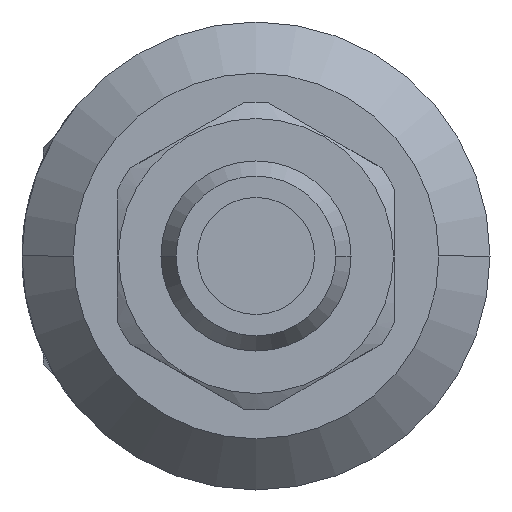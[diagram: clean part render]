
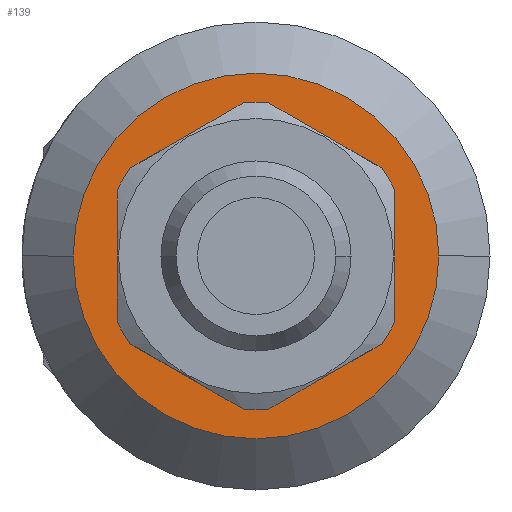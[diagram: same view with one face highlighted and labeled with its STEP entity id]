
A CAD part, left-side view. The second image highlights one B-rep face of the part: STEP entity #139.
In plain terms, the highlighted planar face has unit normal (-1, 0, 0).
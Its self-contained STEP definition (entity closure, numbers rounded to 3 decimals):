
#1 = VERTEX_POINT ( 'NONE', #1656 ) ;
#2 = VERTEX_POINT ( 'NONE', #1657 ) ;
#3 = VERTEX_POINT ( 'NONE', #1658 ) ;
#139 = ADVANCED_FACE ( 'NONE', ( #1156, #1157 ), #1822, .T. ) ;
#182 = VERTEX_POINT ( 'NONE', #349 ) ;
#196 = CIRCLE ( 'NONE', #199, 10. ) ;
#199 = AXIS2_PLACEMENT_3D ( 'NONE', #364, #365, #366 ) ;
#230 = EDGE_CURVE ( 'NONE', #3, #182, #196, .T. ) ;
#349 = CARTESIAN_POINT ( 'NONE',  ( -54., 2.046, 9.788 ) ) ;
#364 = CARTESIAN_POINT ( 'NONE',  ( -54., 0., 0. ) ) ;
#365 = DIRECTION ( 'NONE',  ( -1., 0., 0. ) ) ;
#366 = DIRECTION ( 'NONE',  ( 0., -1., 0. ) ) ;
#598 = EDGE_LOOP ( 'NONE', ( #877, #797, #796, #811, #884, #883, #765, #761, #766, #763, #757, #759 ) ) ;
#639 = EDGE_LOOP ( 'NONE', ( #882, #798 ) ) ;
#736 = VERTEX_POINT ( 'NONE', #2105 ) ;
#757 = ORIENTED_EDGE ( 'NONE', *, *, #1621, .F. ) ;
#759 = ORIENTED_EDGE ( 'NONE', *, *, #1609, .F. ) ;
#761 = ORIENTED_EDGE ( 'NONE', *, *, #230, .F. ) ;
#763 = ORIENTED_EDGE ( 'NONE', *, *, #1611, .F. ) ;
#765 = ORIENTED_EDGE ( 'NONE', *, *, #1623, .F. ) ;
#766 = ORIENTED_EDGE ( 'NONE', *, *, #1622, .F. ) ;
#796 = ORIENTED_EDGE ( 'NONE', *, *, #1629, .F. ) ;
#797 = ORIENTED_EDGE ( 'NONE', *, *, #1617, .F. ) ;
#798 = ORIENTED_EDGE ( 'NONE', *, *, #2340, .T. ) ;
#811 = ORIENTED_EDGE ( 'NONE', *, *, #1612, .F. ) ;
#815 = VERTEX_POINT ( 'NONE', #2135 ) ;
#877 = ORIENTED_EDGE ( 'NONE', *, *, #1624, .F. ) ;
#882 = ORIENTED_EDGE ( 'NONE', *, *, #2335, .T. ) ;
#883 = ORIENTED_EDGE ( 'NONE', *, *, #1594, .F. ) ;
#884 = ORIENTED_EDGE ( 'NONE', *, *, #1604, .F. ) ;
#888 = VERTEX_POINT ( 'NONE', #2148 ) ;
#889 = VERTEX_POINT ( 'NONE', #2149 ) ;
#890 = VERTEX_POINT ( 'NONE', #2150 ) ;
#891 = VERTEX_POINT ( 'NONE', #2151 ) ;
#892 = VERTEX_POINT ( 'NONE', #2152 ) ;
#895 = VERTEX_POINT ( 'NONE', #2155 ) ;
#896 = VERTEX_POINT ( 'NONE', #2156 ) ;
#1156 = FACE_OUTER_BOUND ( 'NONE', #639, .T. ) ;
#1157 = FACE_BOUND ( 'NONE', #598, .T. ) ;
#1241 = LINE ( 'NONE', #2241, #2000 ) ;
#1243 = LINE ( 'NONE', #2299, #2017 ) ;
#1244 = LINE ( 'NONE', #2301, #2018 ) ;
#1245 = LINE ( 'NONE', #2303, #2019 ) ;
#1246 = LINE ( 'NONE', #2305, #2020 ) ;
#1248 = LINE ( 'NONE', #2318, #2026 ) ;
#1294 = AXIS2_PLACEMENT_3D ( 'NONE', #1395, #1396, #1397 ) ;
#1301 = AXIS2_PLACEMENT_3D ( 'NONE', #1415, #1416, #1417 ) ;
#1343 = CARTESIAN_POINT ( 'NONE',  ( -54., -9.5, -3.122 ) ) ;
#1395 = CARTESIAN_POINT ( 'NONE',  ( -54., 0., 0. ) ) ;
#1396 = DIRECTION ( 'NONE',  ( -1., 0., 0. ) ) ;
#1397 = DIRECTION ( 'NONE',  ( 0., -1., 0. ) ) ;
#1415 = CARTESIAN_POINT ( 'NONE',  ( -54., 0., 0. ) ) ;
#1416 = DIRECTION ( 'NONE',  ( -1., 0., 0. ) ) ;
#1417 = DIRECTION ( 'NONE',  ( 0., -1., 0. ) ) ;
#1594 = EDGE_CURVE ( 'NONE', #895, #896, #1992, .T. ) ;
#1604 = EDGE_CURVE ( 'NONE', #896, #892, #1241, .T. ) ;
#1609 = EDGE_CURVE ( 'NONE', #888, #2324, #2005, .T. ) ;
#1611 = EDGE_CURVE ( 'NONE', #1, #2, #2002, .T. ) ;
#1612 = EDGE_CURVE ( 'NONE', #892, #891, #2009, .T. ) ;
#1617 = EDGE_CURVE ( 'NONE', #890, #889, #2007, .T. ) ;
#1621 = EDGE_CURVE ( 'NONE', #2324, #1, #1243, .T. ) ;
#1622 = EDGE_CURVE ( 'NONE', #2, #3, #1244, .T. ) ;
#1623 = EDGE_CURVE ( 'NONE', #182, #895, #1245, .T. ) ;
#1624 = EDGE_CURVE ( 'NONE', #889, #888, #1246, .T. ) ;
#1629 = EDGE_CURVE ( 'NONE', #891, #890, #1248, .T. ) ;
#1637 = AXIS2_PLACEMENT_3D ( 'NONE', #2193, #2194, #2195 ) ;
#1656 = CARTESIAN_POINT ( 'NONE',  ( -54., -9.5, 3.122 ) ) ;
#1657 = CARTESIAN_POINT ( 'NONE',  ( -54., -7.454, 6.666 ) ) ;
#1658 = CARTESIAN_POINT ( 'NONE',  ( -54., -2.046, 9.788 ) ) ;
#1822 = PLANE ( 'NONE',  #1938 ) ;
#1823 = CARTESIAN_POINT ( 'NONE',  ( -54., -12.5, 0. ) ) ;
#1824 = DIRECTION ( 'NONE',  ( -1., 0., 0. ) ) ;
#1825 = DIRECTION ( 'NONE',  ( 0., -1., 0. ) ) ;
#1938 = AXIS2_PLACEMENT_3D ( 'NONE', #1823, #1824, #1825 ) ;
#1992 = CIRCLE ( 'NONE', #1637, 10. ) ;
#2000 = VECTOR ( 'NONE', #2242, 1000. ) ;
#2002 = CIRCLE ( 'NONE', #2008, 10. ) ;
#2005 = CIRCLE ( 'NONE', #2006, 10. ) ;
#2006 = AXIS2_PLACEMENT_3D ( 'NONE', #2255, #2256, #2257 ) ;
#2007 = CIRCLE ( 'NONE', #2014, 10. ) ;
#2008 = AXIS2_PLACEMENT_3D ( 'NONE', #2262, #2263, #2264 ) ;
#2009 = CIRCLE ( 'NONE', #2010, 10. ) ;
#2010 = AXIS2_PLACEMENT_3D ( 'NONE', #2265, #2266, #2267 ) ;
#2014 = AXIS2_PLACEMENT_3D ( 'NONE', #2285, #2286, #2287 ) ;
#2017 = VECTOR ( 'NONE', #2300, 1000. ) ;
#2018 = VECTOR ( 'NONE', #2302, 1000. ) ;
#2019 = VECTOR ( 'NONE', #2304, 1000. ) ;
#2020 = VECTOR ( 'NONE', #2306, 1000. ) ;
#2026 = VECTOR ( 'NONE', #2319, 1000. ) ;
#2030 = CIRCLE ( 'NONE', #1294, 12.5 ) ;
#2041 = CIRCLE ( 'NONE', #1301, 12.5 ) ;
#2105 = CARTESIAN_POINT ( 'NONE',  ( -54., -12.5, 0. ) ) ;
#2135 = CARTESIAN_POINT ( 'NONE',  ( -54., 12.5, 0. ) ) ;
#2148 = CARTESIAN_POINT ( 'NONE',  ( -54., -7.454, -6.666 ) ) ;
#2149 = CARTESIAN_POINT ( 'NONE',  ( -54., -2.046, -9.788 ) ) ;
#2150 = CARTESIAN_POINT ( 'NONE',  ( -54., 2.046, -9.788 ) ) ;
#2151 = CARTESIAN_POINT ( 'NONE',  ( -54., 7.454, -6.666 ) ) ;
#2152 = CARTESIAN_POINT ( 'NONE',  ( -54., 9.5, -3.122 ) ) ;
#2155 = CARTESIAN_POINT ( 'NONE',  ( -54., 7.454, 6.666 ) ) ;
#2156 = CARTESIAN_POINT ( 'NONE',  ( -54., 9.5, 3.122 ) ) ;
#2193 = CARTESIAN_POINT ( 'NONE',  ( -54., 0., 0. ) ) ;
#2194 = DIRECTION ( 'NONE',  ( -1., 0., 0. ) ) ;
#2195 = DIRECTION ( 'NONE',  ( 0., -1., 0. ) ) ;
#2241 = CARTESIAN_POINT ( 'NONE',  ( -54., 9.5, 10. ) ) ;
#2242 = DIRECTION ( 'NONE',  ( 0., 0., -1. ) ) ;
#2255 = CARTESIAN_POINT ( 'NONE',  ( -54., 0., 0. ) ) ;
#2256 = DIRECTION ( 'NONE',  ( -1., 0., 0. ) ) ;
#2257 = DIRECTION ( 'NONE',  ( 0., -1., 0. ) ) ;
#2262 = CARTESIAN_POINT ( 'NONE',  ( -54., 0., 0. ) ) ;
#2263 = DIRECTION ( 'NONE',  ( -1., 0., 0. ) ) ;
#2264 = DIRECTION ( 'NONE',  ( 0., -1., 0. ) ) ;
#2265 = CARTESIAN_POINT ( 'NONE',  ( -54., 0., 0. ) ) ;
#2266 = DIRECTION ( 'NONE',  ( -1., 0., 0. ) ) ;
#2267 = DIRECTION ( 'NONE',  ( 0., -1., 0. ) ) ;
#2285 = CARTESIAN_POINT ( 'NONE',  ( -54., 0., 0. ) ) ;
#2286 = DIRECTION ( 'NONE',  ( -1., 0., 0. ) ) ;
#2287 = DIRECTION ( 'NONE',  ( 0., -1., 0. ) ) ;
#2299 = CARTESIAN_POINT ( 'NONE',  ( -54., -9.5, 10. ) ) ;
#2300 = DIRECTION ( 'NONE',  ( 0., 0., 1. ) ) ;
#2301 = CARTESIAN_POINT ( 'NONE',  ( -54., -0.42, 10.727 ) ) ;
#2302 = DIRECTION ( 'NONE',  ( 0., 0.866, 0.5 ) ) ;
#2303 = CARTESIAN_POINT ( 'NONE',  ( -54., 0.42, 10.727 ) ) ;
#2304 = DIRECTION ( 'NONE',  ( 0., 0.866, -0.5 ) ) ;
#2305 = CARTESIAN_POINT ( 'NONE',  ( -54., -9.08, -5.727 ) ) ;
#2306 = DIRECTION ( 'NONE',  ( 0., -0.866, 0.5 ) ) ;
#2318 = CARTESIAN_POINT ( 'NONE',  ( -54., 9.08, -5.727 ) ) ;
#2319 = DIRECTION ( 'NONE',  ( 0., -0.866, -0.5 ) ) ;
#2324 = VERTEX_POINT ( 'NONE', #1343 ) ;
#2335 = EDGE_CURVE ( 'NONE', #815, #736, #2030, .T. ) ;
#2340 = EDGE_CURVE ( 'NONE', #736, #815, #2041, .T. ) ;
